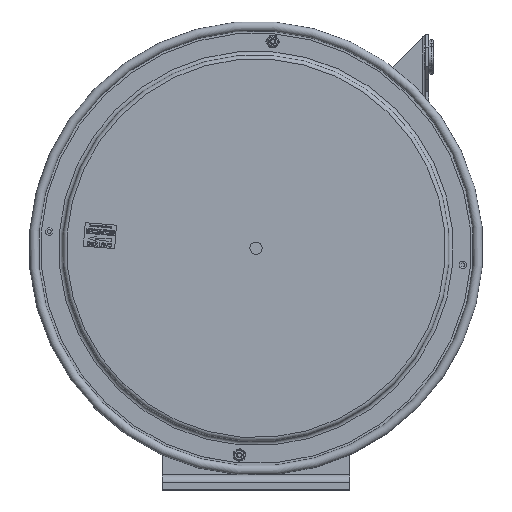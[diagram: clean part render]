
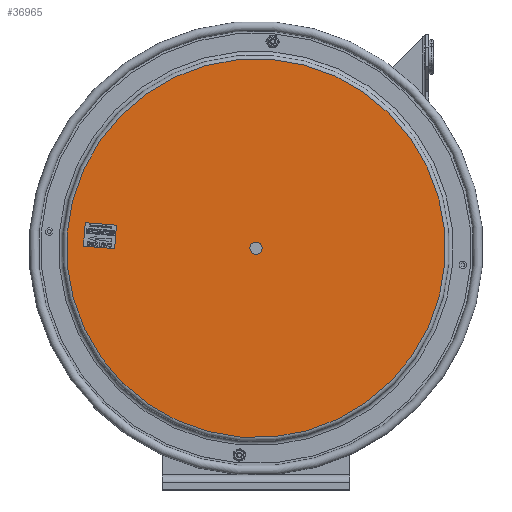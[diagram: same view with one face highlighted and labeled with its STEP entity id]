
A CAD part, top view. The second image highlights one B-rep face of the part: STEP entity #36965.
In plain terms, the highlighted planar face has unit normal (0, 0, 1).
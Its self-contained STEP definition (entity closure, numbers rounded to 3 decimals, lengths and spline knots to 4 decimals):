
#2630=FACE_BOUND('',#5558,.T.);
#3172=CIRCLE('',#39182,0.195);
#3174=CIRCLE('',#39185,6.05);
#3175=CIRCLE('',#39186,6.05);
#3822=FACE_OUTER_BOUND('',#5557,.T.);
#5557=EDGE_LOOP('',(#25766,#25767));
#5558=EDGE_LOOP('',(#25768));
#14763=VERTEX_POINT('',#50725);
#14765=VERTEX_POINT('',#50731);
#14766=VERTEX_POINT('',#50732);
#19217=EDGE_CURVE('',#14763,#14763,#3172,.T.);
#19220=EDGE_CURVE('',#14765,#14766,#3174,.T.);
#19221=EDGE_CURVE('',#14766,#14765,#3175,.T.);
#25766=ORIENTED_EDGE('',*,*,#19220,.T.);
#25767=ORIENTED_EDGE('',*,*,#19221,.T.);
#25768=ORIENTED_EDGE('',*,*,#19217,.T.);
#34223=PLANE('',#39188);
#36965=ADVANCED_FACE('',(#3822,#2630),#34223,.T.);
#39182=AXIS2_PLACEMENT_3D('',#50726,#42171,#42172);
#39185=AXIS2_PLACEMENT_3D('',#50733,#42178,#42179);
#39186=AXIS2_PLACEMENT_3D('',#50734,#42180,#42181);
#39188=AXIS2_PLACEMENT_3D('',#50736,#42184,#42185);
#42171=DIRECTION('center_axis',(0.,0.,
-1.));
#42172=DIRECTION('ref_axis',(0.997,-0.08,0.));
#42178=DIRECTION('center_axis',(0.,0.,
1.));
#42179=DIRECTION('ref_axis',(-0.997,0.08,0.));
#42180=DIRECTION('center_axis',(0.,0.,
1.));
#42181=DIRECTION('ref_axis',(-0.997,0.08,0.));
#42184=DIRECTION('center_axis',(0.,0.,
1.));
#42185=DIRECTION('ref_axis',(0.08,0.997,0.));
#50725=CARTESIAN_POINT('',(-0.1944,0.0157,3.1959));
#50726=CARTESIAN_POINT('Origin',(0.,0.,
3.1959));
#50731=CARTESIAN_POINT('',(-6.0304,0.4863,3.1959));
#50732=CARTESIAN_POINT('',(-0.4863,-6.0304,3.1959));
#50733=CARTESIAN_POINT('Origin',(0.,0.,
3.1959));
#50734=CARTESIAN_POINT('Origin',(0.,0.,
3.1959));
#50736=CARTESIAN_POINT('Origin',(-3.0152,0.2432,3.1959));
